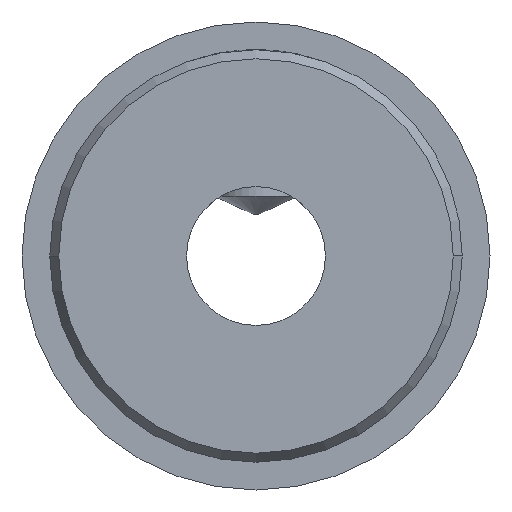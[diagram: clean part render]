
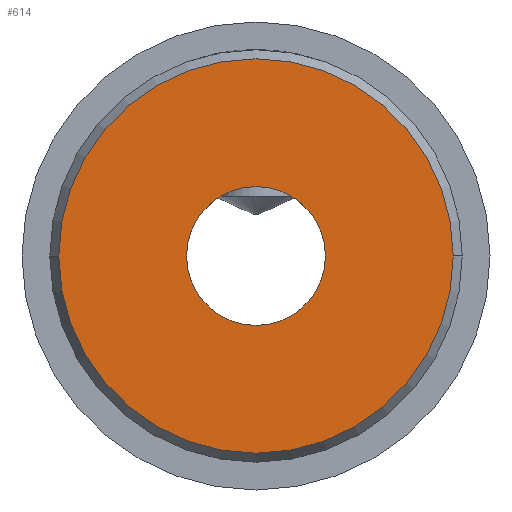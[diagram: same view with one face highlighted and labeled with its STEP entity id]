
A CAD part, front view. The second image highlights one B-rep face of the part: STEP entity #614.
In plain terms, the highlighted planar face has unit normal (0, -1, 0).
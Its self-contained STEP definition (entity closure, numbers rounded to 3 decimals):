
#3 = CIRCLE ( 'NONE', #270, 14.2 ) ;
#30 = CARTESIAN_POINT ( 'NONE',  ( 5., 0., 0. ) ) ;
#128 = EDGE_CURVE ( 'NONE', #212, #855, #623, .T. ) ;
#129 = DIRECTION ( 'NONE',  ( 1., 0., 0. ) ) ;
#158 = DIRECTION ( 'NONE',  ( 0., 1., 0. ) ) ;
#181 = EDGE_CURVE ( 'NONE', #589, #218, #913, .T. ) ;
#206 = DIRECTION ( 'NONE',  ( 0., 1., 0. ) ) ;
#211 = PLANE ( 'NONE',  #908 ) ;
#212 = VERTEX_POINT ( 'NONE', #283 ) ;
#218 = VERTEX_POINT ( 'NONE', #773 ) ;
#227 = CARTESIAN_POINT ( 'NONE',  ( 0., 0., 0. ) ) ;
#270 = AXIS2_PLACEMENT_3D ( 'NONE', #939, #206, #701 ) ;
#272 = AXIS2_PLACEMENT_3D ( 'NONE', #227, #290, #941 ) ;
#283 = CARTESIAN_POINT ( 'NONE',  ( -5., 0., 0. ) ) ;
#290 = DIRECTION ( 'NONE',  ( 0., 1., 0. ) ) ;
#292 = DIRECTION ( 'NONE',  ( 0., -1., 0. ) ) ;
#298 = DIRECTION ( 'NONE',  ( -1., 0., 0. ) ) ;
#441 = DIRECTION ( 'NONE',  ( 0., 1., 0. ) ) ;
#455 = FACE_BOUND ( 'NONE', #610, .T. ) ;
#486 = CARTESIAN_POINT ( 'NONE',  ( 0., 0., 0. ) ) ;
#527 = CARTESIAN_POINT ( 'NONE',  ( 14.2, 0., 0. ) ) ;
#532 = EDGE_CURVE ( 'NONE', #218, #589, #3, .T. ) ;
#576 = CIRCLE ( 'NONE', #712, 5. ) ;
#589 = VERTEX_POINT ( 'NONE', #527 ) ;
#610 = EDGE_LOOP ( 'NONE', ( #704, #764 ) ) ;
#614 = ADVANCED_FACE ( 'NONE', ( #455, #1012 ), #211, .T. ) ;
#623 = CIRCLE ( 'NONE', #774, 5. ) ;
#701 = DIRECTION ( 'NONE',  ( -1., 0., 0. ) ) ;
#704 = ORIENTED_EDGE ( 'NONE', *, *, #128, .T. ) ;
#712 = AXIS2_PLACEMENT_3D ( 'NONE', #486, #158, #818 ) ;
#764 = ORIENTED_EDGE ( 'NONE', *, *, #765, .T. ) ;
#765 = EDGE_CURVE ( 'NONE', #855, #212, #576, .T. ) ;
#773 = CARTESIAN_POINT ( 'NONE',  ( -14.2, 0., 0. ) ) ;
#774 = AXIS2_PLACEMENT_3D ( 'NONE', #871, #441, #298 ) ;
#818 = DIRECTION ( 'NONE',  ( -1., 0., 0. ) ) ;
#853 = CARTESIAN_POINT ( 'NONE',  ( -14.2, 0., 0. ) ) ;
#855 = VERTEX_POINT ( 'NONE', #30 ) ;
#871 = CARTESIAN_POINT ( 'NONE',  ( 0., 0., 0. ) ) ;
#872 = EDGE_LOOP ( 'NONE', ( #905, #1004 ) ) ;
#905 = ORIENTED_EDGE ( 'NONE', *, *, #532, .F. ) ;
#908 = AXIS2_PLACEMENT_3D ( 'NONE', #853, #292, #129 ) ;
#913 = CIRCLE ( 'NONE', #272, 14.2 ) ;
#939 = CARTESIAN_POINT ( 'NONE',  ( 0., 0., 0. ) ) ;
#941 = DIRECTION ( 'NONE',  ( -1., 0., 0. ) ) ;
#1004 = ORIENTED_EDGE ( 'NONE', *, *, #181, .F. ) ;
#1012 = FACE_OUTER_BOUND ( 'NONE', #872, .T. ) ;
